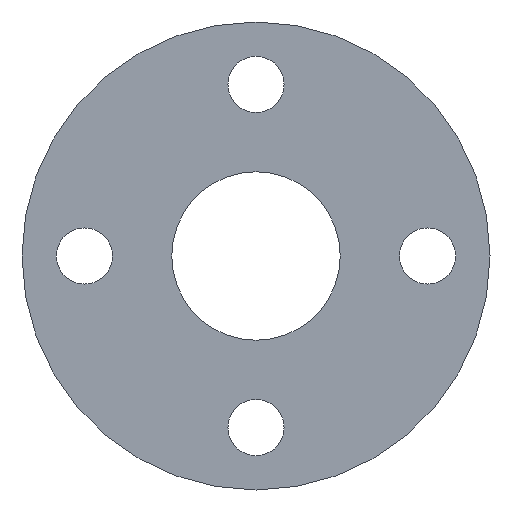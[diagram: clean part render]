
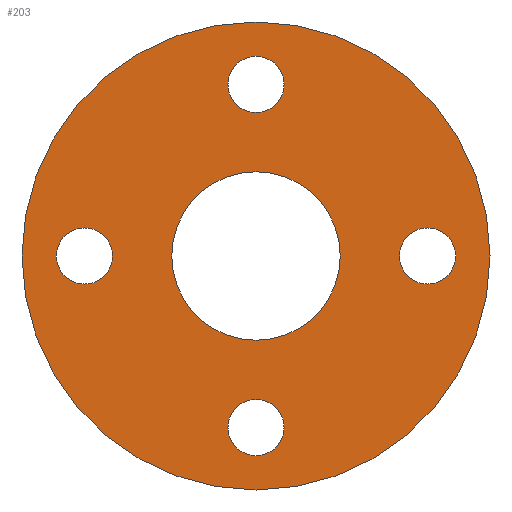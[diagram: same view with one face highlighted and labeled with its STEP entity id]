
A CAD part, front view. The second image highlights one B-rep face of the part: STEP entity #203.
In plain terms, the highlighted planar face has unit normal (0, -1, 0).
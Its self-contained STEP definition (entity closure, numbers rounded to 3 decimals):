
#5 = FACE_OUTER_BOUND ( 'NONE', #550, .T. ) ;
#8 = CIRCLE ( 'NONE', #520, 9. ) ;
#9 = CARTESIAN_POINT ( 'NONE',  ( 0., 0., 0. ) ) ;
#22 = CARTESIAN_POINT ( 'NONE',  ( 0., 0., 0. ) ) ;
#23 = DIRECTION ( 'NONE',  ( 0., 1., 0. ) ) ;
#24 = EDGE_LOOP ( 'NONE', ( #56, #110 ) ) ;
#25 = CIRCLE ( 'NONE', #114, 75. ) ;
#32 = ORIENTED_EDGE ( 'NONE', *, *, #84, .F. ) ;
#33 = CIRCLE ( 'NONE', #576, 75. ) ;
#36 = ORIENTED_EDGE ( 'NONE', *, *, #142, .F. ) ;
#41 = DIRECTION ( 'NONE',  ( 0., 0., -1. ) ) ;
#47 = DIRECTION ( 'NONE',  ( 0., -1., 0. ) ) ;
#51 = DIRECTION ( 'NONE',  ( 0., 0., -1. ) ) ;
#56 = ORIENTED_EDGE ( 'NONE', *, *, #71, .F. ) ;
#69 = DIRECTION ( 'NONE',  ( 0., 1., 0. ) ) ;
#71 = EDGE_CURVE ( 'NONE', #504, #581, #8, .T. ) ;
#84 = EDGE_CURVE ( 'NONE', #450, #358, #33, .T. ) ;
#85 = AXIS2_PLACEMENT_3D ( 'NONE', #97, #589, #178 ) ;
#89 = ORIENTED_EDGE ( 'NONE', *, *, #253, .F. ) ;
#91 = CARTESIAN_POINT ( 'NONE',  ( -55., 0., 0. ) ) ;
#95 = CIRCLE ( 'NONE', #191, 9. ) ;
#97 = CARTESIAN_POINT ( 'NONE',  ( 0., 0., -55. ) ) ;
#100 = CARTESIAN_POINT ( 'NONE',  ( 0., 0., 75. ) ) ;
#103 = CARTESIAN_POINT ( 'NONE',  ( 0., 0., 55. ) ) ;
#105 = AXIS2_PLACEMENT_3D ( 'NONE', #91, #232, #549 ) ;
#110 = ORIENTED_EDGE ( 'NONE', *, *, #167, .F. ) ;
#113 = CARTESIAN_POINT ( 'NONE',  ( -55., 0., -9. ) ) ;
#114 = AXIS2_PLACEMENT_3D ( 'NONE', #298, #23, #395 ) ;
#126 = CARTESIAN_POINT ( 'NONE',  ( 0., 0., -46. ) ) ;
#128 = EDGE_CURVE ( 'NONE', #337, #201, #492, .T. ) ;
#133 = CIRCLE ( 'NONE', #511, 9. ) ;
#138 = VERTEX_POINT ( 'NONE', #145 ) ;
#140 = FACE_BOUND ( 'NONE', #179, .T. ) ;
#142 = EDGE_CURVE ( 'NONE', #592, #408, #240, .T. ) ;
#145 = CARTESIAN_POINT ( 'NONE',  ( 0., 0., -27. ) ) ;
#151 = DIRECTION ( 'NONE',  ( 0., 0., 1. ) ) ;
#167 = EDGE_CURVE ( 'NONE', #581, #504, #133, .T. ) ;
#171 = AXIS2_PLACEMENT_3D ( 'NONE', #9, #514, #151 ) ;
#174 = CARTESIAN_POINT ( 'NONE',  ( 0., 0., 27. ) ) ;
#178 = DIRECTION ( 'NONE',  ( 0., 0., -1. ) ) ;
#179 = EDGE_LOOP ( 'NONE', ( #36, #447 ) ) ;
#182 = CARTESIAN_POINT ( 'NONE',  ( 55., 0., -9. ) ) ;
#191 = AXIS2_PLACEMENT_3D ( 'NONE', #479, #312, #41 ) ;
#201 = VERTEX_POINT ( 'NONE', #365 ) ;
#203 = ADVANCED_FACE ( 'NONE', ( #317, #552, #265, #140, #455, #5 ), #500, .T. ) ;
#214 = CARTESIAN_POINT ( 'NONE',  ( 0., 0., -75. ) ) ;
#218 = CIRCLE ( 'NONE', #512, 9. ) ;
#221 = VERTEX_POINT ( 'NONE', #182 ) ;
#230 = EDGE_CURVE ( 'NONE', #201, #337, #398, .T. ) ;
#232 = DIRECTION ( 'NONE',  ( 0., -1., 0. ) ) ;
#235 = DIRECTION ( 'NONE',  ( 0., 0., -1. ) ) ;
#239 = EDGE_LOOP ( 'NONE', ( #318, #515 ) ) ;
#240 = CIRCLE ( 'NONE', #85, 9. ) ;
#244 = EDGE_LOOP ( 'NONE', ( #89, #595 ) ) ;
#249 = DIRECTION ( 'NONE',  ( 0., 1., 0. ) ) ;
#253 = EDGE_CURVE ( 'NONE', #221, #587, #293, .T. ) ;
#254 = DIRECTION ( 'NONE',  ( 0., 0., -1. ) ) ;
#258 = DIRECTION ( 'NONE',  ( 0., -1., 0. ) ) ;
#265 = FACE_BOUND ( 'NONE', #239, .T. ) ;
#267 = CARTESIAN_POINT ( 'NONE',  ( 0., 0., -64. ) ) ;
#269 = EDGE_LOOP ( 'NONE', ( #570, #382 ) ) ;
#272 = CARTESIAN_POINT ( 'NONE',  ( 55., 0., 0. ) ) ;
#277 = DIRECTION ( 'NONE',  ( 0., 0., -1. ) ) ;
#285 = DIRECTION ( 'NONE',  ( 0., -1., 0. ) ) ;
#286 = AXIS2_PLACEMENT_3D ( 'NONE', #272, #47, #51 ) ;
#291 = ORIENTED_EDGE ( 'NONE', *, *, #498, .F. ) ;
#292 = CARTESIAN_POINT ( 'NONE',  ( 0., 0., 0. ) ) ;
#293 = CIRCLE ( 'NONE', #286, 9. ) ;
#298 = CARTESIAN_POINT ( 'NONE',  ( 0., 0., 0. ) ) ;
#305 = EDGE_CURVE ( 'NONE', #428, #138, #310, .T. ) ;
#310 = CIRCLE ( 'NONE', #171, 27. ) ;
#312 = DIRECTION ( 'NONE',  ( 0., -1., 0. ) ) ;
#316 = CARTESIAN_POINT ( 'NONE',  ( 0., 0., 64. ) ) ;
#317 = FACE_BOUND ( 'NONE', #244, .T. ) ;
#318 = ORIENTED_EDGE ( 'NONE', *, *, #128, .F. ) ;
#324 = DIRECTION ( 'NONE',  ( 0., -1., 0. ) ) ;
#332 = EDGE_CURVE ( 'NONE', #138, #428, #530, .T. ) ;
#337 = VERTEX_POINT ( 'NONE', #113 ) ;
#339 = DIRECTION ( 'NONE',  ( 0., 0., 1. ) ) ;
#358 = VERTEX_POINT ( 'NONE', #375 ) ;
#361 = DIRECTION ( 'NONE',  ( 0., -1., 0. ) ) ;
#365 = CARTESIAN_POINT ( 'NONE',  ( -55., 0., 9. ) ) ;
#372 = CARTESIAN_POINT ( 'NONE',  ( -55., 0., 0. ) ) ;
#375 = CARTESIAN_POINT ( 'NONE',  ( 0., 0., 75. ) ) ;
#376 = AXIS2_PLACEMENT_3D ( 'NONE', #372, #459, #558 ) ;
#382 = ORIENTED_EDGE ( 'NONE', *, *, #332, .T. ) ;
#386 = EDGE_CURVE ( 'NONE', #587, #221, #218, .T. ) ;
#387 = DIRECTION ( 'NONE',  ( 0., 0., 1. ) ) ;
#388 = CARTESIAN_POINT ( 'NONE',  ( 0., 0., 46. ) ) ;
#395 = DIRECTION ( 'NONE',  ( 0., 0., 1. ) ) ;
#398 = CIRCLE ( 'NONE', #376, 9. ) ;
#408 = VERTEX_POINT ( 'NONE', #126 ) ;
#428 = VERTEX_POINT ( 'NONE', #174 ) ;
#447 = ORIENTED_EDGE ( 'NONE', *, *, #545, .F. ) ;
#450 = VERTEX_POINT ( 'NONE', #214 ) ;
#455 = FACE_BOUND ( 'NONE', #269, .T. ) ;
#459 = DIRECTION ( 'NONE',  ( 0., -1., 0. ) ) ;
#466 = AXIS2_PLACEMENT_3D ( 'NONE', #100, #361, #277 ) ;
#468 = DIRECTION ( 'NONE',  ( 0., 0., -1. ) ) ;
#471 = AXIS2_PLACEMENT_3D ( 'NONE', #292, #249, #339 ) ;
#476 = CARTESIAN_POINT ( 'NONE',  ( 55., 0., 0. ) ) ;
#479 = CARTESIAN_POINT ( 'NONE',  ( 0., 0., -55. ) ) ;
#492 = CIRCLE ( 'NONE', #105, 9. ) ;
#498 = EDGE_CURVE ( 'NONE', #358, #450, #25, .T. ) ;
#500 = PLANE ( 'NONE',  #466 ) ;
#503 = CARTESIAN_POINT ( 'NONE',  ( 0., 0., 55. ) ) ;
#504 = VERTEX_POINT ( 'NONE', #388 ) ;
#511 = AXIS2_PLACEMENT_3D ( 'NONE', #503, #324, #235 ) ;
#512 = AXIS2_PLACEMENT_3D ( 'NONE', #476, #258, #254 ) ;
#514 = DIRECTION ( 'NONE',  ( 0., 1., 0. ) ) ;
#515 = ORIENTED_EDGE ( 'NONE', *, *, #230, .F. ) ;
#520 = AXIS2_PLACEMENT_3D ( 'NONE', #103, #285, #468 ) ;
#530 = CIRCLE ( 'NONE', #471, 27. ) ;
#539 = CARTESIAN_POINT ( 'NONE',  ( 55., 0., 9. ) ) ;
#545 = EDGE_CURVE ( 'NONE', #408, #592, #95, .T. ) ;
#549 = DIRECTION ( 'NONE',  ( 0., 0., -1. ) ) ;
#550 = EDGE_LOOP ( 'NONE', ( #291, #32 ) ) ;
#552 = FACE_BOUND ( 'NONE', #24, .T. ) ;
#558 = DIRECTION ( 'NONE',  ( 0., 0., -1. ) ) ;
#570 = ORIENTED_EDGE ( 'NONE', *, *, #305, .T. ) ;
#576 = AXIS2_PLACEMENT_3D ( 'NONE', #22, #69, #387 ) ;
#581 = VERTEX_POINT ( 'NONE', #316 ) ;
#587 = VERTEX_POINT ( 'NONE', #539 ) ;
#589 = DIRECTION ( 'NONE',  ( 0., -1., 0. ) ) ;
#592 = VERTEX_POINT ( 'NONE', #267 ) ;
#595 = ORIENTED_EDGE ( 'NONE', *, *, #386, .F. ) ;
